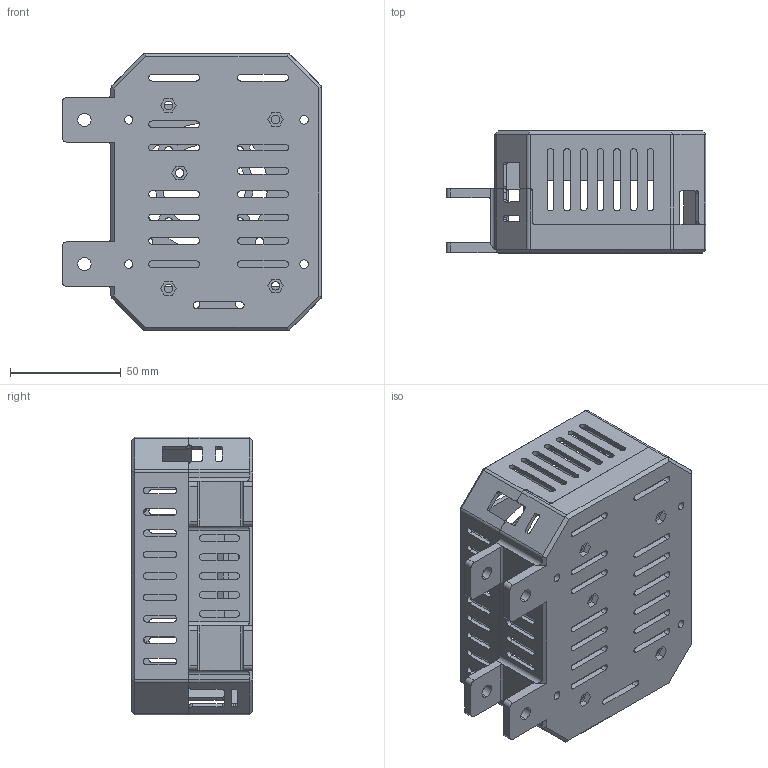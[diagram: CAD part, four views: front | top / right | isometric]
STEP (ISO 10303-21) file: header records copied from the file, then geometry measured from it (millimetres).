
FILE_DESCRIPTION (( 'STEP AP214' ), '1' );
FILE_NAME ('CASE ARDUINO_2560_MEGA + RAMPS V1.STEP', '2019-06-23T18:36:04', ( '' ), ( '' ), 'SwSTEP 2.0', 'SolidWorks 2018', '' );
FILE_SCHEMA (( 'AUTOMOTIVE_DESIGN' ));
Length unit declared in the file: millimetre
Products named in the file (3): CASE-B; CASE-A; CASE ARDUINO_2560_MEGA + RAMPS V1
Assembly tree (2 placements, depth 2):
  CASE ARDUINO_2560_MEGA + RAMPS V1
    CASE-A
    CASE-B
Bounding box: 117 x 54.8 x 125 mm (x, y, z)
Volume: 90658.6 mm3; surface area: 85196 mm2
Topology: 2 solids, 2 shells, 879 faces, 2406 edges, 1517 vertices
Faces by surface type: cylinder 391, plane 372, torus 42, cone 42, sphere 24, bspline 8
Entity records: 28435 total; most frequent: CARTESIAN_POINT 5386, DIRECTION 4911, ORIENTED_EDGE 4748, EDGE_CURVE 2374, AXIS2_PLACEMENT_3D 1742, VERTEX_POINT 1517, VECTOR 1427, LINE 1427
